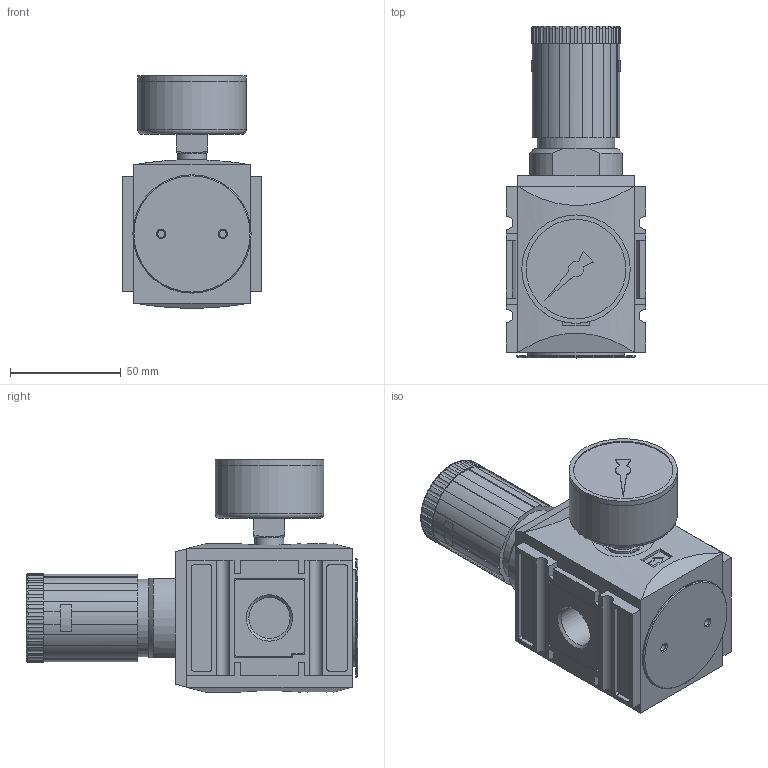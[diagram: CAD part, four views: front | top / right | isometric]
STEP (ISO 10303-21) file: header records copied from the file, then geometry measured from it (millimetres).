
FILE_DESCRIPTION(/* description */ (''),/* implementation_level */ '2;1');
FILE_NAME(/* name */ 'r_12-1_f.stp',/* time_stamp */ '2019-01-21T10:17:53+01:00',/* author */ ('leitheußer'),/* organization */ (''),/* preprocessor_version */ 'ST-DEVELOPER v15.6',/* originating_system */ 'Autodesk Inventor LT ',/* authorisation */ '');
FILE_SCHEMA (('AUTOMOTIVE_DESIGN { 1 0 10303 214 3 1 1 }'));
Length unit declared in the file: millimetre
Products named in the file (1): r_12-4_f
Bounding box: 63 x 150 x 105.06 mm (x, y, z)
Volume: 431824.8 mm3; surface area: 58151.2 mm2
Topology: 3 solids, 3 shells, 486 faces, 1263 edges, 825 vertices
Faces by surface type: plane 271, cylinder 162, torus 39, cone 14
Full cylindrical faces by diameter (mm): 3.2 x2, 11.445 x1, 13.157 x1, 16.5 x2, 18.631 x2, 19.8 x2, 28 x2, 35 x1, 42 x1, 43.8 x1, 45 x1, 48.96 x1, 49 x2, 53.5 x1
Entity records: 17119 total; most frequent: CARTESIAN_POINT 4712, DIRECTION 2481, ORIENTED_EDGE 2442, EDGE_CURVE 1221, AXIS2_PLACEMENT_3D 895, VERTEX_POINT 818, LINE 691, VECTOR 691
